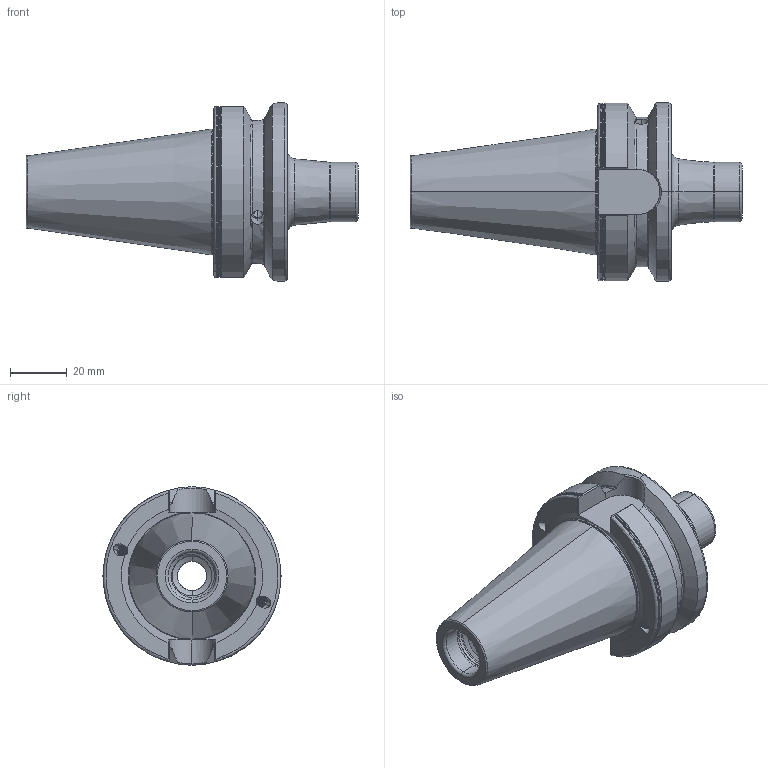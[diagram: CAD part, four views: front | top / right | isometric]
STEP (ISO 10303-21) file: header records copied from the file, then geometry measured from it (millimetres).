
FILE_DESCRIPTION (( 'STEP AP203' ), '1' );
FILE_NAME ('DC.406.06.12.STEP', '2017-10-18T03:28:43', ( '' ), ( '' ), 'SwSTEP 2.0', 'SolidWorks 2012', '' );
FILE_SCHEMA (( 'CONFIG_CONTROL_DESIGN' ));
Length unit declared in the file: millimetre
Products named in the file (1): DC.406.06.12
Bounding box: 117.4 x 63 x 63 mm (x, y, z)
Volume: 126660.7 mm3; surface area: 27214.1 mm2
Topology: 1 solids, 1 shells, 228 faces, 612 edges, 387 vertices
Faces by surface type: cylinder 112, torus 44, plane 35, cone 23, bspline 14
Entity records: 14129 total; most frequent: CARTESIAN_POINT 8991, ORIENTED_EDGE 1224, DIRECTION 913, EDGE_CURVE 612, VERTEX_POINT 387, AXIS2_PLACEMENT_3D 373, EDGE_LOOP 239, ADVANCED_FACE 228
